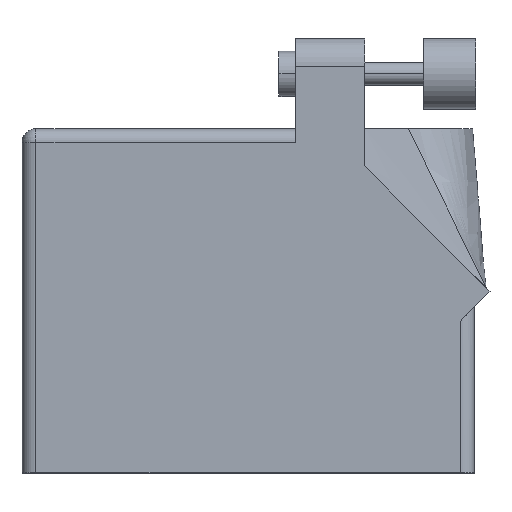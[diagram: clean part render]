
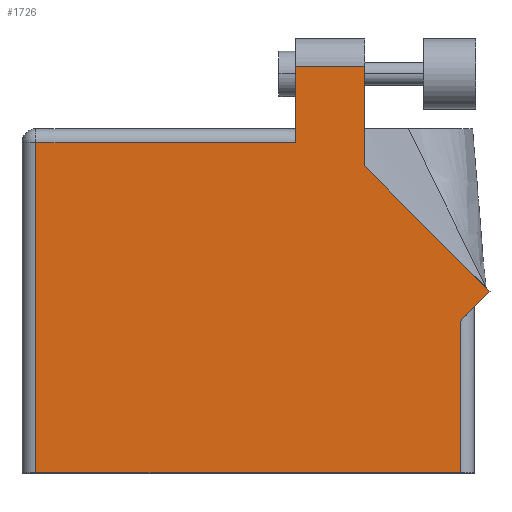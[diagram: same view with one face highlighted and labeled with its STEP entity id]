
A CAD part, top view. The second image highlights one B-rep face of the part: STEP entity #1726.
In plain terms, the highlighted planar face has unit normal (0, 0, 1).
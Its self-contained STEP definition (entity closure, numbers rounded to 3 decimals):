
#26 = EDGE_CURVE ( 'NONE', #1792, #1047, #2282, .T. ) ;
#85 = EDGE_CURVE ( 'NONE', #653, #1172, #1895, .T. ) ;
#118 = EDGE_CURVE ( 'NONE', #1695, #1614, #745, .T. ) ;
#154 = CARTESIAN_POINT ( 'NONE',  ( 38.71, 34.656, 0. ) ) ;
#166 = LINE ( 'NONE', #930, #1527 ) ;
#187 = ORIENTED_EDGE ( 'NONE', *, *, #85, .T. ) ;
#255 = DIRECTION ( 'NONE',  ( 0., 1., 0. ) ) ;
#306 = ORIENTED_EDGE ( 'NONE', *, *, #1160, .T. ) ;
#336 = CARTESIAN_POINT ( 'NONE',  ( 1.575, 0., 0. ) ) ;
#464 = LINE ( 'NONE', #1834, #2455 ) ;
#525 = CARTESIAN_POINT ( 'NONE',  ( 38.71, 45.847, 0. ) ) ;
#530 = EDGE_CURVE ( 'NONE', #1614, #653, #938, .T. ) ;
#561 = VECTOR ( 'NONE', #2005, 1000. ) ;
#563 = ORIENTED_EDGE ( 'NONE', *, *, #1321, .T. ) ;
#653 = VERTEX_POINT ( 'NONE', #2267 ) ;
#689 = VECTOR ( 'NONE', #2497, 1000. ) ;
#724 = EDGE_CURVE ( 'NONE', #1401, #2297, #1305, .T. ) ;
#745 = LINE ( 'NONE', #1521, #2380 ) ;
#821 = ORIENTED_EDGE ( 'NONE', *, *, #26, .T. ) ;
#930 = CARTESIAN_POINT ( 'NONE',  ( 0., 37.287, 0. ) ) ;
#938 = LINE ( 'NONE', #2353, #689 ) ;
#965 = ORIENTED_EDGE ( 'NONE', *, *, #724, .T. ) ;
#993 = LINE ( 'NONE', #1770, #2374 ) ;
#1025 = FACE_OUTER_BOUND ( 'NONE', #1232, .T. ) ;
#1047 = VERTEX_POINT ( 'NONE', #2345 ) ;
#1139 = DIRECTION ( 'NONE',  ( 1., 0., 0. ) ) ;
#1160 = EDGE_CURVE ( 'NONE', #2297, #1695, #993, .T. ) ;
#1172 = VERTEX_POINT ( 'NONE', #154 ) ;
#1200 = CARTESIAN_POINT ( 'NONE',  ( 30.912, 37.287, 0. ) ) ;
#1232 = EDGE_LOOP ( 'NONE', ( #1595, #821, #563, #1312, #965, #306, #2388, #1376, #187 ) ) ;
#1277 = DIRECTION ( 'NONE',  ( 0., 1., 0. ) ) ;
#1295 = DIRECTION ( 'NONE',  ( 0., -1., 0. ) ) ;
#1305 = LINE ( 'NONE', #336, #1859 ) ;
#1309 = DIRECTION ( 'NONE',  ( -0.707, 0.707, 0. ) ) ;
#1312 = ORIENTED_EDGE ( 'NONE', *, *, #1351, .T. ) ;
#1321 = EDGE_CURVE ( 'NONE', #1047, #2205, #1467, .T. ) ;
#1332 = EDGE_CURVE ( 'NONE', #1172, #1792, #464, .T. ) ;
#1351 = EDGE_CURVE ( 'NONE', #2205, #1401, #166, .T. ) ;
#1376 = ORIENTED_EDGE ( 'NONE', *, *, #530, .T. ) ;
#1401 = VERTEX_POINT ( 'NONE', #1900 ) ;
#1467 = LINE ( 'NONE', #2235, #561 ) ;
#1482 = CARTESIAN_POINT ( 'NONE',  ( 1.575, 0., 0. ) ) ;
#1521 = CARTESIAN_POINT ( 'NONE',  ( 49.479, 18.72, 0. ) ) ;
#1522 = DIRECTION ( 'NONE',  ( 0., 0., -1. ) ) ;
#1527 = VECTOR ( 'NONE', #2273, 1000. ) ;
#1546 = AXIS2_PLACEMENT_3D ( 'NONE', #1609, #1522, #2448 ) ;
#1595 = ORIENTED_EDGE ( 'NONE', *, *, #1332, .T. ) ;
#1609 = CARTESIAN_POINT ( 'NONE',  ( 0., 38.862, 0. ) ) ;
#1614 = VERTEX_POINT ( 'NONE', #2206 ) ;
#1682 = CARTESIAN_POINT ( 'NONE',  ( 52.85, 20.516, 0. ) ) ;
#1695 = VERTEX_POINT ( 'NONE', #1831 ) ;
#1726 = ADVANCED_FACE ( 'NONE', ( #1025 ), #1800, .F. ) ;
#1770 = CARTESIAN_POINT ( 'NONE',  ( 0., 0., 0. ) ) ;
#1792 = VERTEX_POINT ( 'NONE', #525 ) ;
#1800 = PLANE ( 'NONE',  #1546 ) ;
#1831 = CARTESIAN_POINT ( 'NONE',  ( 49.479, 0., 0. ) ) ;
#1834 = CARTESIAN_POINT ( 'NONE',  ( 38.71, 34.656, 0. ) ) ;
#1851 = VECTOR ( 'NONE', #1309, 1000. ) ;
#1859 = VECTOR ( 'NONE', #1295, 1000. ) ;
#1895 = LINE ( 'NONE', #1682, #1851 ) ;
#1900 = CARTESIAN_POINT ( 'NONE',  ( 1.575, 37.287, 0. ) ) ;
#1985 = VECTOR ( 'NONE', #2101, 1000. ) ;
#2005 = DIRECTION ( 'NONE',  ( 0., -1., 0. ) ) ;
#2101 = DIRECTION ( 'NONE',  ( -1., 0., 0. ) ) ;
#2205 = VERTEX_POINT ( 'NONE', #1200 ) ;
#2206 = CARTESIAN_POINT ( 'NONE',  ( 49.479, 17.145, 0. ) ) ;
#2235 = CARTESIAN_POINT ( 'NONE',  ( 30.912, 38.862, 0. ) ) ;
#2267 = CARTESIAN_POINT ( 'NONE',  ( 52.85, 20.516, 0. ) ) ;
#2273 = DIRECTION ( 'NONE',  ( -1., 0., 0. ) ) ;
#2282 = LINE ( 'NONE', #2316, #1985 ) ;
#2297 = VERTEX_POINT ( 'NONE', #1482 ) ;
#2316 = CARTESIAN_POINT ( 'NONE',  ( 30.912, 45.847, 0. ) ) ;
#2345 = CARTESIAN_POINT ( 'NONE',  ( 30.912, 45.847, 0. ) ) ;
#2353 = CARTESIAN_POINT ( 'NONE',  ( 51.054, 18.72, 0. ) ) ;
#2374 = VECTOR ( 'NONE', #1139, 1000. ) ;
#2380 = VECTOR ( 'NONE', #255, 1000. ) ;
#2388 = ORIENTED_EDGE ( 'NONE', *, *, #118, .T. ) ;
#2448 = DIRECTION ( 'NONE',  ( -1., 0., 0. ) ) ;
#2455 = VECTOR ( 'NONE', #1277, 1000. ) ;
#2497 = DIRECTION ( 'NONE',  ( 0.707, 0.707, 0. ) ) ;
